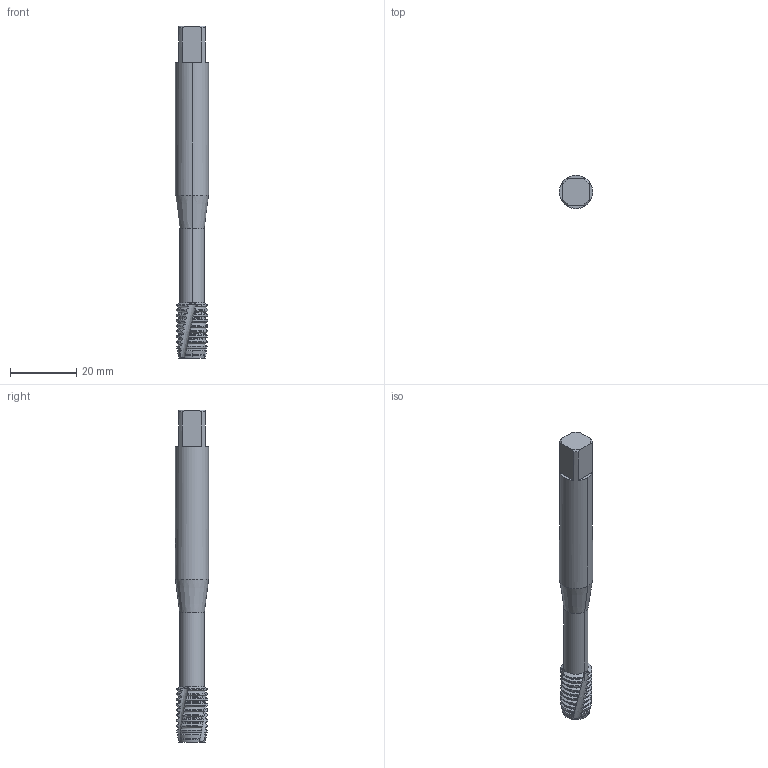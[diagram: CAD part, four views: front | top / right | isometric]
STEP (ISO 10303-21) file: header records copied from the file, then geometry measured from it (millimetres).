
FILE_DESCRIPTION(('no description'),'unknown implementation level');
FILE_NAME('solid_SvSWO5IuHVCjB4pyLzjY9LiFgI_1.STP',' ',('CIM GmbH Aachen'),('CADClick - KiM GmbH - www.kimweb.de'),'unknown preprocess','ACIS','unknown authorization');
FILE_SCHEMA(('automotive_design'));
Length unit declared in the file: millimetre
Products named in the file (2): 1; 2
Bounding box: 10 x 10 x 100 mm (x, y, z)
Volume: 6330.1 mm3; surface area: 3893.5 mm2
Topology: 2 solids, 2 shells, 233 faces, 654 edges, 425 vertices
Faces by surface type: cone 111, cylinder 96, plane 17, bspline 6, revolution 3
Entity records: 17563 total; most frequent: CARTESIAN_POINT 4608, STYLED_ITEM 1314, PRESENTATION_STYLE_ASSIGNMENT 1314, COLOUR_RGB 1314, ORIENTED_EDGE 1308, DIRECTION 1079, EDGE_CURVE 654, CURVE_STYLE 654
